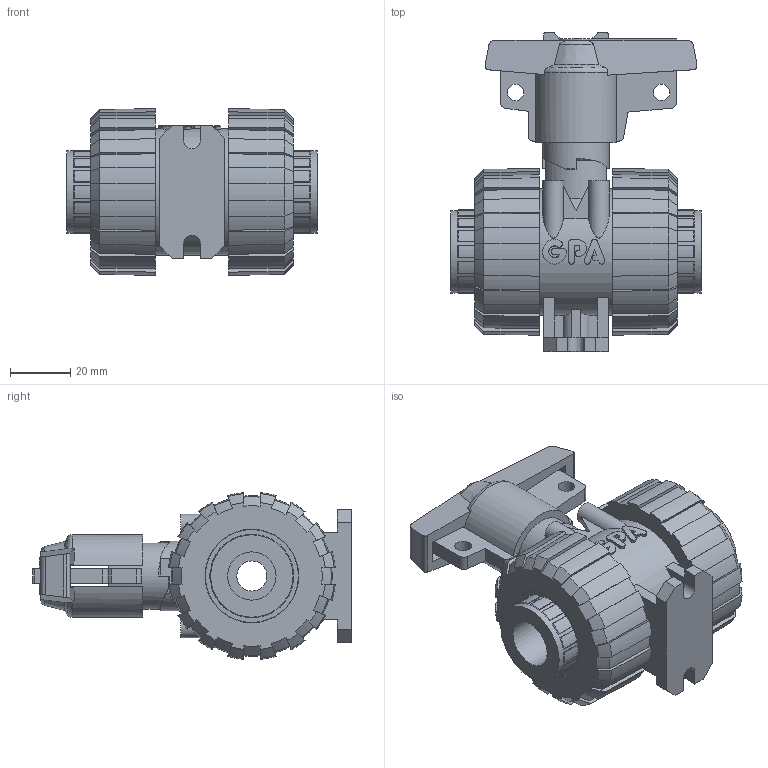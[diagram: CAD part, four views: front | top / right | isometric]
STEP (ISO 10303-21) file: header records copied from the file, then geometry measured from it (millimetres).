
FILE_DESCRIPTION(/* description */ ('PVC Ball Valve type M1 with EPDM gasket and PVC Sockets, Ø16/DN15, PN16'),/* implementation_level */ '2;1');
FILE_NAME(/* name */ 'M1IU-E-016',/* time_stamp */ '2022-08-04T16:47:02+02:00',/* author */ ('COAB Solutions - www.coabsolutions.com'),/* organization */ ('GPA Flowsystem'),/* preprocessor_version */ 'ST-DEVELOPER v18.1',/* originating_system */ 'coabsolutions.com',/* authorisation */ 'unknown authorization');
FILE_SCHEMA (('AUTOMOTIVE_DESIGN { 1 0 10303 214 3 1 1 }'));
Length unit declared in the file: millimetre
Products named in the file (1): M1IU-E-016
Bounding box: 83 x 105.67 x 55.24 mm (x, y, z)
Volume: 166093.2 mm3; surface area: 44259.2 mm2
Topology: 1 solids, 3 shells, 581 faces, 1690 edges, 1123 vertices
Faces by surface type: plane 296, cone 172, cylinder 84, bspline 21, torus 8
Full cylindrical faces by diameter (mm): 5.5 x2, 7 x4, 10 x1, 16 x2, 22 x1, 27.3 x2, 30.8 x2, 31 x2, 37.8 x2, 41.97 x3
Entity records: 20526 total; most frequent: CARTESIAN_POINT 5191, ORIENTED_EDGE 3380, DIRECTION 2897, EDGE_CURVE 1690, VERTEX_POINT 1123, AXIS2_PLACEMENT_3D 1066, LINE 765, VECTOR 765
